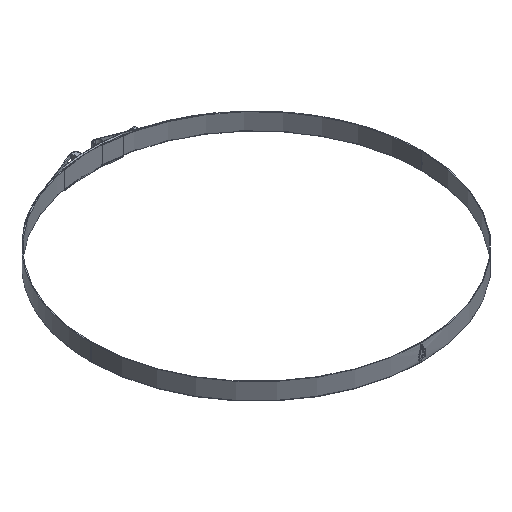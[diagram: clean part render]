
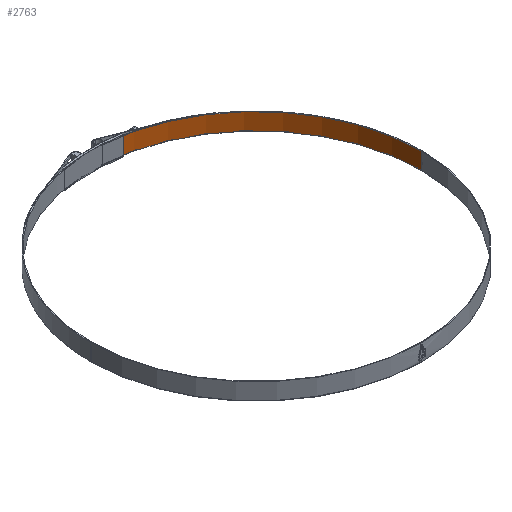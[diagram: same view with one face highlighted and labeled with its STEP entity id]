
A CAD part, isometric view. The second image highlights one B-rep face of the part: STEP entity #2763.
In plain terms, the highlighted cylindrical face has radius 187 mm (diameter 374 mm), a partial arc.
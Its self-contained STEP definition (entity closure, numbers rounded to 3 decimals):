
#451 = FACE_OUTER_BOUND ( 'NONE', #12105, .T. ) ;
#982 = CIRCLE ( 'NONE', #9089, 187. ) ;
#1179 = VERTEX_POINT ( 'NONE', #10419 ) ;
#1401 = EDGE_CURVE ( 'NONE', #2978, #6429, #2498, .T. ) ;
#1709 = CARTESIAN_POINT ( 'NONE',  ( 12.174, 186.603, 9.525 ) ) ;
#2322 = DIRECTION ( 'NONE',  ( -1., 0., 0. ) ) ;
#2498 = LINE ( 'NONE', #14333, #2782 ) ;
#2763 = ADVANCED_FACE ( 'NONE', ( #451 ), #10461, .F. ) ;
#2782 = VECTOR ( 'NONE', #3594, 1000. ) ;
#2978 = VERTEX_POINT ( 'NONE', #13424 ) ;
#3224 = ORIENTED_EDGE ( 'NONE', *, *, #11991, .T. ) ;
#3594 = DIRECTION ( 'NONE',  ( 0., 0., -1. ) ) ;
#3808 = EDGE_CURVE ( 'NONE', #7047, #6429, #4252, .T. ) ;
#4252 = CIRCLE ( 'NONE', #9099, 187. ) ;
#4376 = DIRECTION ( 'NONE',  ( 0., 0., -1. ) ) ;
#5068 = DIRECTION ( 'NONE',  ( 0., 0., -1. ) ) ;
#5217 = DIRECTION ( 'NONE',  ( 0., 0., -1. ) ) ;
#6301 = EDGE_CURVE ( 'NONE', #1179, #2978, #982, .T. ) ;
#6429 = VERTEX_POINT ( 'NONE', #9159 ) ;
#6614 = CARTESIAN_POINT ( 'NONE',  ( 12.174, 186.603, -9.525 ) ) ;
#6765 = CARTESIAN_POINT ( 'NONE',  ( 0., 0., -9.525 ) ) ;
#7047 = VERTEX_POINT ( 'NONE', #6614 ) ;
#7136 = DIRECTION ( 'NONE',  ( -1., 0., 0. ) ) ;
#7456 = DIRECTION ( 'NONE',  ( -1., 0., 0. ) ) ;
#8385 = LINE ( 'NONE', #1709, #8496 ) ;
#8496 = VECTOR ( 'NONE', #5068, 1000. ) ;
#8837 = ORIENTED_EDGE ( 'NONE', *, *, #1401, .F. ) ;
#9089 = AXIS2_PLACEMENT_3D ( 'NONE', #10782, #5217, #7456 ) ;
#9099 = AXIS2_PLACEMENT_3D ( 'NONE', #6765, #4376, #2322 ) ;
#9159 = CARTESIAN_POINT ( 'NONE',  ( 187., 0., -9.525 ) ) ;
#10419 = CARTESIAN_POINT ( 'NONE',  ( 12.174, 186.603, 9.525 ) ) ;
#10432 = AXIS2_PLACEMENT_3D ( 'NONE', #12497, #10530, #7136 ) ;
#10461 = CYLINDRICAL_SURFACE ( 'NONE', #10432, 187. ) ;
#10530 = DIRECTION ( 'NONE',  ( 0., 0., -1. ) ) ;
#10782 = CARTESIAN_POINT ( 'NONE',  ( 0., 0., 9.525 ) ) ;
#11547 = ORIENTED_EDGE ( 'NONE', *, *, #3808, .T. ) ;
#11991 = EDGE_CURVE ( 'NONE', #1179, #7047, #8385, .T. ) ;
#12105 = EDGE_LOOP ( 'NONE', ( #8837, #12578, #3224, #11547 ) ) ;
#12497 = CARTESIAN_POINT ( 'NONE',  ( 0., 0., 9.525 ) ) ;
#12578 = ORIENTED_EDGE ( 'NONE', *, *, #6301, .F. ) ;
#13424 = CARTESIAN_POINT ( 'NONE',  ( 187., 0., 9.525 ) ) ;
#14333 = CARTESIAN_POINT ( 'NONE',  ( 187., 0., 9.525 ) ) ;
